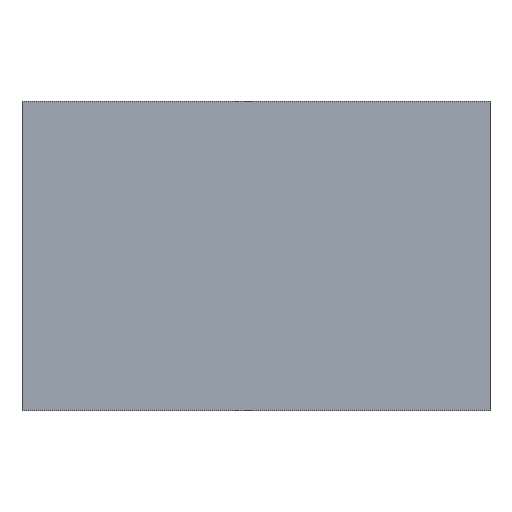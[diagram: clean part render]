
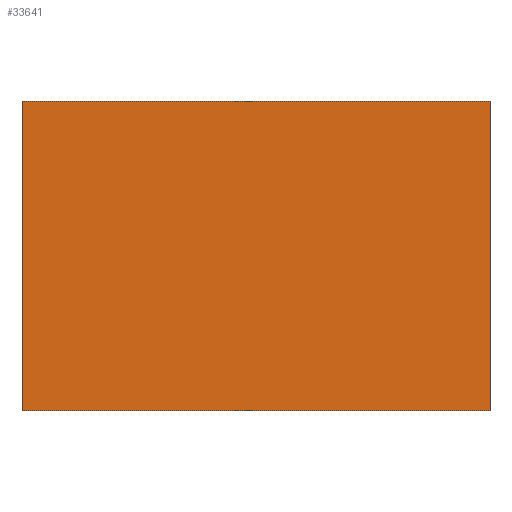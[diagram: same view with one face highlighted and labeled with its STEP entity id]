
A CAD part, top view. The second image highlights one B-rep face of the part: STEP entity #33641.
In plain terms, the highlighted planar face has unit normal (0, 0, 1).
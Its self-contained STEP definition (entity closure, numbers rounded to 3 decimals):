
#3311=FACE_OUTER_BOUND('',#5361,.T.);
#5361=EDGE_LOOP('',(#29059,#29060,#29061,#29062));
#8779=LINE('',#55203,#12565);
#8782=LINE('',#55209,#12568);
#8785=LINE('',#55215,#12571);
#8788=LINE('',#55219,#12574);
#12565=VECTOR('',#43401,10.);
#12568=VECTOR('',#43406,10.);
#12571=VECTOR('',#43411,10.);
#12574=VECTOR('',#43416,10.);
#15937=VERTEX_POINT('',#55200);
#15938=VERTEX_POINT('',#55202);
#15940=VERTEX_POINT('',#55208);
#15942=VERTEX_POINT('',#55214);
#20401=EDGE_CURVE('',#15938,#15937,#8779,.T.);
#20404=EDGE_CURVE('',#15940,#15938,#8782,.T.);
#20407=EDGE_CURVE('',#15942,#15940,#8785,.T.);
#20410=EDGE_CURVE('',#15937,#15942,#8788,.T.);
#29059=ORIENTED_EDGE('',*,*,#20410,.T.);
#29060=ORIENTED_EDGE('',*,*,#20407,.T.);
#29061=ORIENTED_EDGE('',*,*,#20404,.T.);
#29062=ORIENTED_EDGE('',*,*,#20401,.T.);
#31891=PLANE('',#36043);
#33641=ADVANCED_FACE('',(#3311),#31891,.T.);
#36043=AXIS2_PLACEMENT_3D('',#55220,#43417,#43418);
#43401=DIRECTION('',(0.,-1.,0.));
#43406=DIRECTION('',(-1.,0.,0.));
#43411=DIRECTION('',(0.,1.,0.));
#43416=DIRECTION('',(1.,0.,0.));
#43417=DIRECTION('center_axis',(0.,0.,1.));
#43418=DIRECTION('ref_axis',(1.,0.,0.));
#55200=CARTESIAN_POINT('',(-198.,-10.,29.5));
#55202=CARTESIAN_POINT('',(-198.,252.,29.5));
#55203=CARTESIAN_POINT('',(-198.,252.,29.5));
#55208=CARTESIAN_POINT('',(198.,252.,29.5));
#55209=CARTESIAN_POINT('',(198.,252.,29.5));
#55214=CARTESIAN_POINT('',(198.,-10.,29.5));
#55215=CARTESIAN_POINT('',(198.,-10.,29.5));
#55219=CARTESIAN_POINT('',(-198.,-10.,29.5));
#55220=CARTESIAN_POINT('Origin',(0.,121.,29.5));
